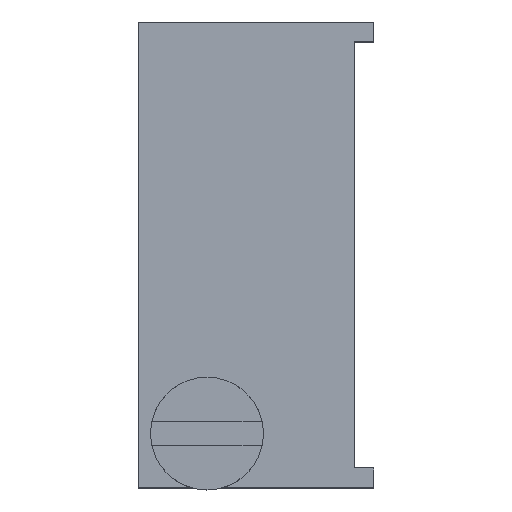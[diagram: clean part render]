
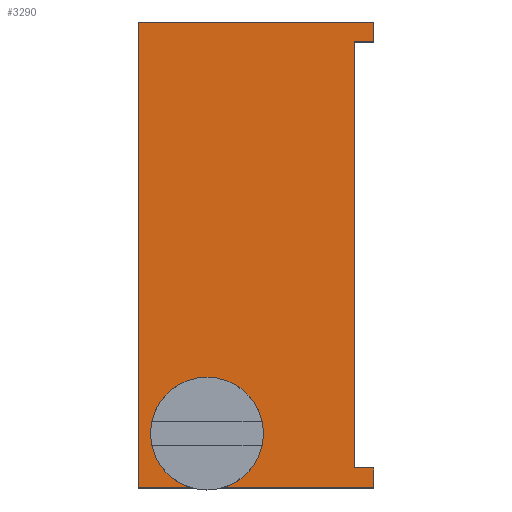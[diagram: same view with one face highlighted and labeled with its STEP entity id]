
A CAD part, top view. The second image highlights one B-rep face of the part: STEP entity #3290.
In plain terms, the highlighted planar face has unit normal (0, 0, 1).
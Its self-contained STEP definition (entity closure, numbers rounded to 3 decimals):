
#298=FACE_OUTER_BOUND('',#479,.T.);
#479=EDGE_LOOP('',(#3002,#3003,#3004,#3005,#3006,#3007,#3008,#3009));
#678=LINE('',#6565,#924);
#685=LINE('',#6581,#931);
#689=LINE('',#6589,#935);
#694=LINE('',#6600,#940);
#698=LINE('',#6608,#944);
#703=LINE('',#6617,#949);
#720=LINE('',#6650,#966);
#730=LINE('',#6669,#976);
#924=VECTOR('',#3654,10.);
#931=VECTOR('',#3665,10.);
#935=VECTOR('',#3671,10.);
#940=VECTOR('',#3680,10.);
#944=VECTOR('',#3686,10.);
#949=VECTOR('',#3695,10.);
#966=VECTOR('',#3724,10.);
#976=VECTOR('',#3744,10.);
#1523=VERTEX_POINT('',#6562);
#1524=VERTEX_POINT('',#6564);
#1530=VERTEX_POINT('',#6579);
#1531=VERTEX_POINT('',#6580);
#1534=VERTEX_POINT('',#6588);
#1537=VERTEX_POINT('',#6598);
#1538=VERTEX_POINT('',#6599);
#1541=VERTEX_POINT('',#6607);
#1993=EDGE_CURVE('',#1524,#1523,#678,.T.);
#2000=EDGE_CURVE('',#1530,#1531,#685,.T.);
#2004=EDGE_CURVE('',#1534,#1530,#689,.T.);
#2009=EDGE_CURVE('',#1537,#1538,#694,.T.);
#2013=EDGE_CURVE('',#1541,#1537,#698,.T.);
#2018=EDGE_CURVE('',#1541,#1531,#703,.T.);
#2035=EDGE_CURVE('',#1523,#1538,#720,.T.);
#2045=EDGE_CURVE('',#1524,#1534,#730,.T.);
#3002=ORIENTED_EDGE('',*,*,#2018,.T.);
#3003=ORIENTED_EDGE('',*,*,#2000,.F.);
#3004=ORIENTED_EDGE('',*,*,#2004,.F.);
#3005=ORIENTED_EDGE('',*,*,#2045,.F.);
#3006=ORIENTED_EDGE('',*,*,#1993,.T.);
#3007=ORIENTED_EDGE('',*,*,#2035,.T.);
#3008=ORIENTED_EDGE('',*,*,#2009,.F.);
#3009=ORIENTED_EDGE('',*,*,#2013,.F.);
#3113=PLANE('',#3377);
#3290=ADVANCED_FACE('',(#298),#3113,.T.);
#3377=AXIS2_PLACEMENT_3D('',#6670,#3745,#3746);
#3654=DIRECTION('',(0.,-1.,0.));
#3665=DIRECTION('',(-1.,0.,0.));
#3671=DIRECTION('',(0.,-1.,0.));
#3680=DIRECTION('',(0.,-1.,0.));
#3686=DIRECTION('',(1.,0.,0.));
#3695=DIRECTION('',(0.,1.,0.));
#3724=DIRECTION('',(1.,0.,0.));
#3744=DIRECTION('',(1.,0.,0.));
#3745=DIRECTION('center_axis',(0.,0.,1.));
#3746=DIRECTION('ref_axis',(1.,0.,0.));
#6562=CARTESIAN_POINT('',(-2.415,-4.735,10.38));
#6564=CARTESIAN_POINT('',(-2.415,4.765,10.38));
#6565=CARTESIAN_POINT('',(-2.415,4.765,10.38));
#6579=CARTESIAN_POINT('',(2.385,4.365,10.38));
#6580=CARTESIAN_POINT('',(1.985,4.365,10.38));
#6581=CARTESIAN_POINT('',(2.085,4.365,10.38));
#6588=CARTESIAN_POINT('',(2.385,4.765,10.38));
#6589=CARTESIAN_POINT('',(2.385,2.19,10.38));
#6598=CARTESIAN_POINT('',(2.385,-4.335,10.38));
#6599=CARTESIAN_POINT('',(2.385,-4.735,10.38));
#6600=CARTESIAN_POINT('',(2.385,-2.36,10.38));
#6607=CARTESIAN_POINT('',(1.985,-4.335,10.38));
#6608=CARTESIAN_POINT('',(2.285,-4.335,10.38));
#6617=CARTESIAN_POINT('',(1.985,4.765,10.38));
#6650=CARTESIAN_POINT('',(-2.415,-4.735,10.38));
#6669=CARTESIAN_POINT('',(2.285,4.765,10.38));
#6670=CARTESIAN_POINT('Origin',(-0.215,0.015,10.38));
